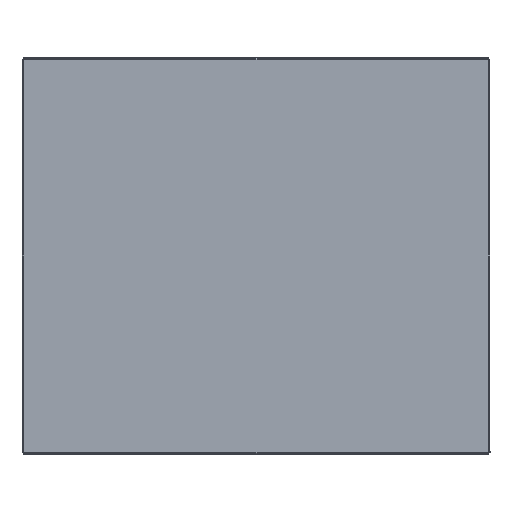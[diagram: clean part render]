
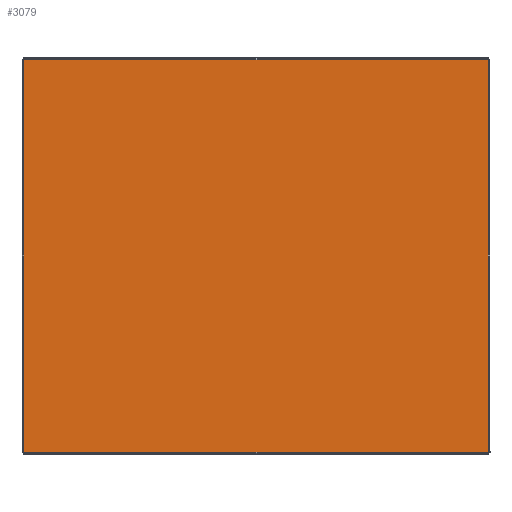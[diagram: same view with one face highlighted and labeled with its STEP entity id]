
A CAD part, left-side view. The second image highlights one B-rep face of the part: STEP entity #3079.
In plain terms, the highlighted planar face has unit normal (-1, 0, 0).
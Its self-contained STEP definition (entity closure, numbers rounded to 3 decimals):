
#20 = CARTESIAN_POINT ( 'NONE',  ( 0., -297., -253.5 ) ) ;
#33 = DIRECTION ( 'NONE',  ( 0., 1., 0. ) ) ;
#56 = EDGE_CURVE ( 'NONE', #2997, #2172, #1000, .T. ) ;
#118 = CARTESIAN_POINT ( 'NONE',  ( 0., 297.257, 251. ) ) ;
#160 = EDGE_CURVE ( 'NONE', #4056, #2218, #3900, .T. ) ;
#170 = ORIENTED_EDGE ( 'NONE', *, *, #2894, .T. ) ;
#216 = FACE_OUTER_BOUND ( 'NONE', #3635, .T. ) ;
#269 = CARTESIAN_POINT ( 'NONE',  ( 0., 297., -251.257 ) ) ;
#294 = DIRECTION ( 'NONE',  ( 0., 0., 1. ) ) ;
#300 = ORIENTED_EDGE ( 'NONE', *, *, #531, .T. ) ;
#311 = VECTOR ( 'NONE', #2686, 1000. ) ;
#343 = EDGE_CURVE ( 'NONE', #2500, #4423, #1240, .T. ) ;
#376 = VECTOR ( 'NONE', #1133, 1000. ) ;
#418 = CARTESIAN_POINT ( 'NONE',  ( 0., -297., -251. ) ) ;
#433 = EDGE_CURVE ( 'NONE', #4705, #4423, #4589, .T. ) ;
#466 = VERTEX_POINT ( 'NONE', #269 ) ;
#517 = VECTOR ( 'NONE', #1471, 1000. ) ;
#531 = EDGE_CURVE ( 'NONE', #4618, #2172, #2598, .T. ) ;
#638 = CARTESIAN_POINT ( 'NONE',  ( 0., 297.257, -251. ) ) ;
#683 = CARTESIAN_POINT ( 'NONE',  ( 0., -297., -251. ) ) ;
#694 = CARTESIAN_POINT ( 'NONE',  ( 0., -297.257, 0. ) ) ;
#727 = CARTESIAN_POINT ( 'NONE',  ( 0., -297., 251. ) ) ;
#735 = CARTESIAN_POINT ( 'NONE',  ( 0., -297., -251.257 ) ) ;
#748 = EDGE_CURVE ( 'NONE', #1698, #4056, #2658, .T. ) ;
#759 = CARTESIAN_POINT ( 'NONE',  ( 0., 0., -251.257 ) ) ;
#783 = EDGE_CURVE ( 'NONE', #4464, #1048, #1172, .T. ) ;
#826 = ORIENTED_EDGE ( 'NONE', *, *, #783, .F. ) ;
#874 = DIRECTION ( 'NONE',  ( 0., 0., 1. ) ) ;
#907 = VECTOR ( 'NONE', #4136, 1000. ) ;
#924 = DIRECTION ( 'NONE',  ( 0., 1., 0. ) ) ;
#1000 = LINE ( 'NONE', #4849, #517 ) ;
#1023 = CARTESIAN_POINT ( 'NONE',  ( 0., -297.257, -251. ) ) ;
#1048 = VERTEX_POINT ( 'NONE', #3223 ) ;
#1081 = AXIS2_PLACEMENT_3D ( 'NONE', #1266, #3567, #874 ) ;
#1096 = VECTOR ( 'NONE', #294, 1000. ) ;
#1119 = VECTOR ( 'NONE', #1215, 1000. ) ;
#1133 = DIRECTION ( 'NONE',  ( 0., 0., -1. ) ) ;
#1172 = LINE ( 'NONE', #4565, #3075 ) ;
#1215 = DIRECTION ( 'NONE',  ( 0., 0., 1. ) ) ;
#1237 = CARTESIAN_POINT ( 'NONE',  ( 0., 297., -251. ) ) ;
#1240 = LINE ( 'NONE', #3893, #1119 ) ;
#1266 = CARTESIAN_POINT ( 'NONE',  ( 0., 0., 0. ) ) ;
#1416 = CARTESIAN_POINT ( 'NONE',  ( 0., 297., -253.5 ) ) ;
#1471 = DIRECTION ( 'NONE',  ( 0., 1., 0. ) ) ;
#1554 = ORIENTED_EDGE ( 'NONE', *, *, #160, .F. ) ;
#1630 = CARTESIAN_POINT ( 'NONE',  ( 0., 297., 251. ) ) ;
#1698 = VERTEX_POINT ( 'NONE', #1023 ) ;
#1765 = DIRECTION ( 'NONE',  ( 0., 0., -1. ) ) ;
#1856 = ORIENTED_EDGE ( 'NONE', *, *, #3935, .F. ) ;
#1932 = DIRECTION ( 'NONE',  ( 0., -1., 0. ) ) ;
#2011 = ORIENTED_EDGE ( 'NONE', *, *, #343, .F. ) ;
#2059 = CARTESIAN_POINT ( 'NONE',  ( 0., 0., 251.257 ) ) ;
#2158 = LINE ( 'NONE', #4546, #311 ) ;
#2172 = VERTEX_POINT ( 'NONE', #638 ) ;
#2214 = CARTESIAN_POINT ( 'NONE',  ( 0., -297., 251. ) ) ;
#2218 = VERTEX_POINT ( 'NONE', #735 ) ;
#2492 = VECTOR ( 'NONE', #3464, 1000. ) ;
#2500 = VERTEX_POINT ( 'NONE', #1630 ) ;
#2535 = CARTESIAN_POINT ( 'NONE',  ( 0., 297., 251.257 ) ) ;
#2571 = CARTESIAN_POINT ( 'NONE',  ( 0., -297., 251.257 ) ) ;
#2582 = ORIENTED_EDGE ( 'NONE', *, *, #433, .T. ) ;
#2598 = LINE ( 'NONE', #3313, #3252 ) ;
#2658 = LINE ( 'NONE', #683, #4526 ) ;
#2686 = DIRECTION ( 'NONE',  ( 0., -1., 0. ) ) ;
#2769 = EDGE_CURVE ( 'NONE', #466, #2997, #4394, .T. ) ;
#2803 = EDGE_CURVE ( 'NONE', #4705, #4464, #4219, .T. ) ;
#2894 = EDGE_CURVE ( 'NONE', #1698, #1048, #4809, .T. ) ;
#2997 = VERTEX_POINT ( 'NONE', #1237 ) ;
#3015 = ORIENTED_EDGE ( 'NONE', *, *, #3310, .T. ) ;
#3075 = VECTOR ( 'NONE', #1932, 1000. ) ;
#3079 = ADVANCED_FACE ( 'NONE', ( #216 ), #4669, .T. ) ;
#3223 = CARTESIAN_POINT ( 'NONE',  ( 0., -297.257, 251. ) ) ;
#3252 = VECTOR ( 'NONE', #1765, 1000. ) ;
#3310 = EDGE_CURVE ( 'NONE', #466, #2218, #3637, .T. ) ;
#3313 = CARTESIAN_POINT ( 'NONE',  ( 0., 297.257, 0. ) ) ;
#3355 = DIRECTION ( 'NONE',  ( 0., 0., 1. ) ) ;
#3464 = DIRECTION ( 'NONE',  ( 0., 0., -1. ) ) ;
#3567 = DIRECTION ( 'NONE',  ( -1., 0., 0. ) ) ;
#3580 = ORIENTED_EDGE ( 'NONE', *, *, #748, .F. ) ;
#3635 = EDGE_LOOP ( 'NONE', ( #4485, #2582, #2011, #1856, #300, #4670, #4575, #3015, #1554, #3580, #170, #826 ) ) ;
#3637 = LINE ( 'NONE', #759, #907 ) ;
#3893 = CARTESIAN_POINT ( 'NONE',  ( 0., 297., 251. ) ) ;
#3900 = LINE ( 'NONE', #20, #2492 ) ;
#3935 = EDGE_CURVE ( 'NONE', #4618, #2500, #2158, .T. ) ;
#4056 = VERTEX_POINT ( 'NONE', #418 ) ;
#4136 = DIRECTION ( 'NONE',  ( 0., -1., 0. ) ) ;
#4219 = LINE ( 'NONE', #727, #376 ) ;
#4394 = LINE ( 'NONE', #1416, #1096 ) ;
#4416 = VECTOR ( 'NONE', #924, 1000. ) ;
#4423 = VERTEX_POINT ( 'NONE', #2535 ) ;
#4464 = VERTEX_POINT ( 'NONE', #2214 ) ;
#4485 = ORIENTED_EDGE ( 'NONE', *, *, #2803, .F. ) ;
#4526 = VECTOR ( 'NONE', #33, 1000. ) ;
#4546 = CARTESIAN_POINT ( 'NONE',  ( 0., 299.5, 251. ) ) ;
#4565 = CARTESIAN_POINT ( 'NONE',  ( 0., -299.5, 251. ) ) ;
#4575 = ORIENTED_EDGE ( 'NONE', *, *, #2769, .F. ) ;
#4589 = LINE ( 'NONE', #2059, #4416 ) ;
#4618 = VERTEX_POINT ( 'NONE', #118 ) ;
#4669 = PLANE ( 'NONE',  #1081 ) ;
#4670 = ORIENTED_EDGE ( 'NONE', *, *, #56, .F. ) ;
#4705 = VERTEX_POINT ( 'NONE', #2571 ) ;
#4748 = VECTOR ( 'NONE', #3355, 1000. ) ;
#4809 = LINE ( 'NONE', #694, #4748 ) ;
#4849 = CARTESIAN_POINT ( 'NONE',  ( 0., 297., -251. ) ) ;
